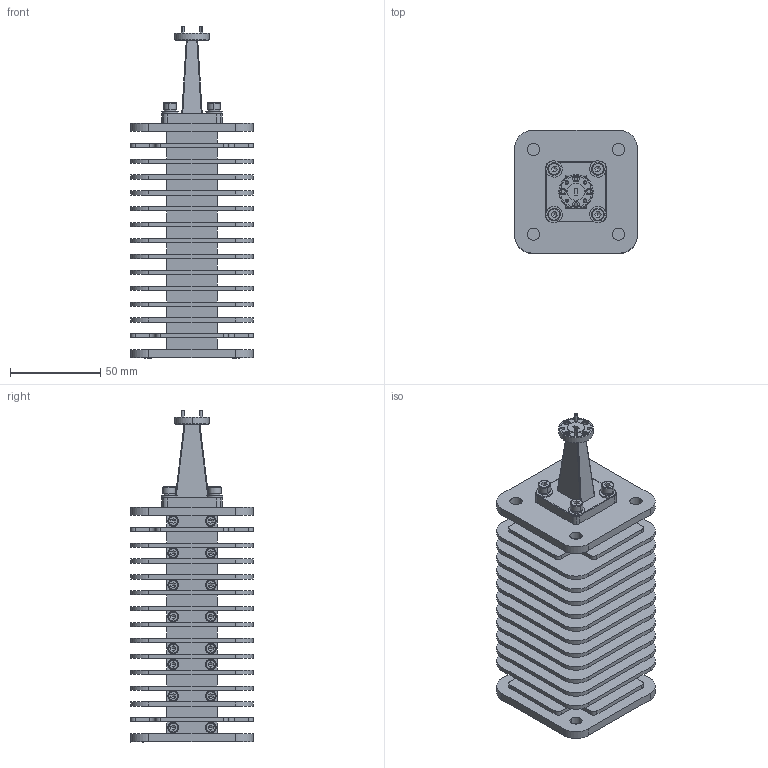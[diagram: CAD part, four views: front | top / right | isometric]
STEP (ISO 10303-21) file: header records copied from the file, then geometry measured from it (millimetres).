
FILE_DESCRIPTION (( 'STEP AP203' ), '1' );
FILE_NAME ('SWL-1554-S8.STEP', '2021-04-26T16:21:53', ( '' ), ( '' ), 'SwSTEP 2.0', 'SolidWorks 2021', '' );
FILE_SCHEMA (( 'CONFIG_CONTROL_DESIGN' ));
Length unit declared in the file: inch
Products named in the file (1): SWL-1554-S8
Bounding box: 68 x 68 x 183.94 mm (x, y, z)
Volume: 253353 mm3; surface area: 143420.1 mm2
Topology: 1 solids, 33 shells, 1158 faces, 3026 edges, 1916 vertices
Faces by surface type: plane 520, cylinder 406, cone 152, torus 80
Entity records: 35229 total; most frequent: CARTESIAN_POINT 6545, DIRECTION 6292, ORIENTED_EDGE 5876, EDGE_CURVE 2938, AXIS2_PLACEMENT_3D 2411, VERTEX_POINT 1916, LINE 1470, VECTOR 1470
